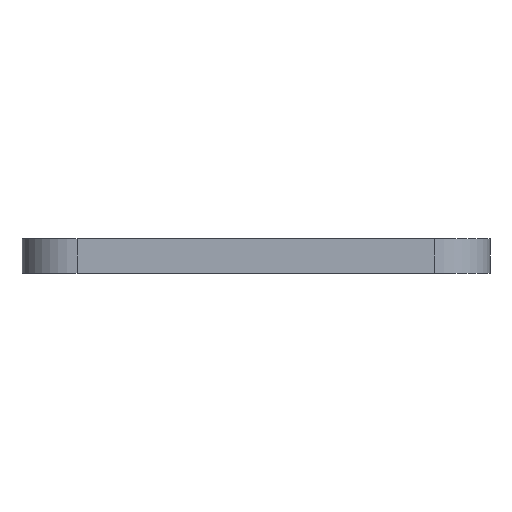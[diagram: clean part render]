
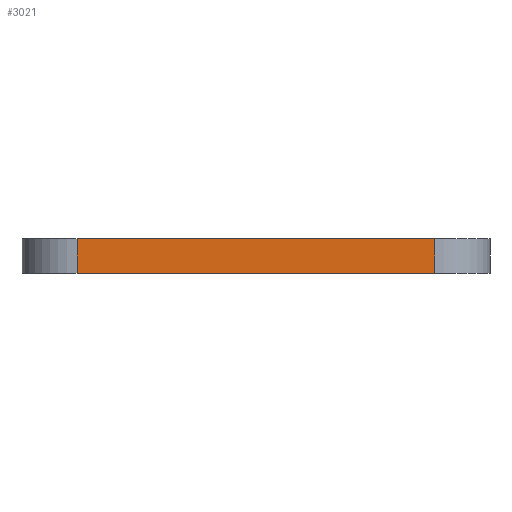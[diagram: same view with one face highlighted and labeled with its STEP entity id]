
A CAD part, left-side view. The second image highlights one B-rep face of the part: STEP entity #3021.
In plain terms, the highlighted planar face has unit normal (-1, 0, 0).
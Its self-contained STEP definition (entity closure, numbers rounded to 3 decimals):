
#84 = PLANE('',#85);
#85 = AXIS2_PLACEMENT_3D('',#86,#87,#88);
#86 = CARTESIAN_POINT('',(148.514,-104.993,1.6));
#87 = DIRECTION('',(0.,0.,1.));
#88 = DIRECTION('',(1.,0.,-0.));
#139 = PLANE('',#140);
#140 = AXIS2_PLACEMENT_3D('',#141,#142,#143);
#141 = CARTESIAN_POINT('',(148.514,-104.993,0.));
#142 = DIRECTION('',(0.,0.,1.));
#143 = DIRECTION('',(1.,0.,-0.));
#248 = CYLINDRICAL_SURFACE('',#249,2.54);
#249 = AXIS2_PLACEMENT_3D('',#250,#251,#252);
#250 = CARTESIAN_POINT('',(133.257,-96.749,0.));
#251 = DIRECTION('',(-0.,-0.,-1.));
#252 = DIRECTION('',(1.,0.,-0.));
#309 = VERTEX_POINT('',#310);
#310 = CARTESIAN_POINT('',(130.717,-96.749,0.));
#332 = EDGE_CURVE('',#333,#309,#335,.T.);
#333 = VERTEX_POINT('',#334);
#334 = CARTESIAN_POINT('',(130.717,-113.259,0.));
#335 = SURFACE_CURVE('',#336,(#340,#347),.PCURVE_S1.);
#336 = LINE('',#337,#338);
#337 = CARTESIAN_POINT('',(130.717,-113.259,0.));
#338 = VECTOR('',#339,1.);
#339 = DIRECTION('',(0.,1.,0.));
#340 = PCURVE('',#139,#341);
#341 = DEFINITIONAL_REPRESENTATION('',(#342),#346);
#342 = LINE('',#343,#344);
#343 = CARTESIAN_POINT('',(-17.796,-8.265));
#344 = VECTOR('',#345,1.);
#345 = DIRECTION('',(0.,1.));
#346 = ( GEOMETRIC_REPRESENTATION_CONTEXT(2) 
PARAMETRIC_REPRESENTATION_CONTEXT() REPRESENTATION_CONTEXT('2D SPACE',''
  ) );
#347 = PCURVE('',#348,#353);
#348 = PLANE('',#349);
#349 = AXIS2_PLACEMENT_3D('',#350,#351,#352);
#350 = CARTESIAN_POINT('',(130.717,-113.259,0.));
#351 = DIRECTION('',(-1.,0.,0.));
#352 = DIRECTION('',(0.,1.,0.));
#353 = DEFINITIONAL_REPRESENTATION('',(#354),#358);
#354 = LINE('',#355,#356);
#355 = CARTESIAN_POINT('',(0.,0.));
#356 = VECTOR('',#357,1.);
#357 = DIRECTION('',(1.,0.));
#358 = ( GEOMETRIC_REPRESENTATION_CONTEXT(2) 
PARAMETRIC_REPRESENTATION_CONTEXT() REPRESENTATION_CONTEXT('2D SPACE',''
  ) );
#377 = CYLINDRICAL_SURFACE('',#378,2.54);
#378 = AXIS2_PLACEMENT_3D('',#379,#380,#381);
#379 = CARTESIAN_POINT('',(133.257,-113.259,0.));
#380 = DIRECTION('',(-0.,-0.,-1.));
#381 = DIRECTION('',(1.,0.,-0.));
#1743 = VERTEX_POINT('',#1744);
#1744 = CARTESIAN_POINT('',(130.717,-96.749,1.6));
#1766 = EDGE_CURVE('',#1767,#1743,#1769,.T.);
#1767 = VERTEX_POINT('',#1768);
#1768 = CARTESIAN_POINT('',(130.717,-113.259,1.6));
#1769 = SURFACE_CURVE('',#1770,(#1774,#1781),.PCURVE_S1.);
#1770 = LINE('',#1771,#1772);
#1771 = CARTESIAN_POINT('',(130.717,-113.259,1.6));
#1772 = VECTOR('',#1773,1.);
#1773 = DIRECTION('',(0.,1.,0.));
#1774 = PCURVE('',#84,#1775);
#1775 = DEFINITIONAL_REPRESENTATION('',(#1776),#1780);
#1776 = LINE('',#1777,#1778);
#1777 = CARTESIAN_POINT('',(-17.796,-8.265));
#1778 = VECTOR('',#1779,1.);
#1779 = DIRECTION('',(0.,1.));
#1780 = ( GEOMETRIC_REPRESENTATION_CONTEXT(2) 
PARAMETRIC_REPRESENTATION_CONTEXT() REPRESENTATION_CONTEXT('2D SPACE',''
  ) );
#1781 = PCURVE('',#348,#1782);
#1782 = DEFINITIONAL_REPRESENTATION('',(#1783),#1787);
#1783 = LINE('',#1784,#1785);
#1784 = CARTESIAN_POINT('',(0.,-1.6));
#1785 = VECTOR('',#1786,1.);
#1786 = DIRECTION('',(1.,0.));
#1787 = ( GEOMETRIC_REPRESENTATION_CONTEXT(2) 
PARAMETRIC_REPRESENTATION_CONTEXT() REPRESENTATION_CONTEXT('2D SPACE',''
  ) );
#2973 = EDGE_CURVE('',#309,#1743,#2974,.T.);
#2974 = SURFACE_CURVE('',#2975,(#2979,#2986),.PCURVE_S1.);
#2975 = LINE('',#2976,#2977);
#2976 = CARTESIAN_POINT('',(130.717,-96.749,0.));
#2977 = VECTOR('',#2978,1.);
#2978 = DIRECTION('',(0.,0.,1.));
#2979 = PCURVE('',#248,#2980);
#2980 = DEFINITIONAL_REPRESENTATION('',(#2981),#2985);
#2981 = LINE('',#2982,#2983);
#2982 = CARTESIAN_POINT('',(-3.141,0.));
#2983 = VECTOR('',#2984,1.);
#2984 = DIRECTION('',(-0.,-1.));
#2985 = ( GEOMETRIC_REPRESENTATION_CONTEXT(2) 
PARAMETRIC_REPRESENTATION_CONTEXT() REPRESENTATION_CONTEXT('2D SPACE',''
  ) );
#2986 = PCURVE('',#348,#2987);
#2987 = DEFINITIONAL_REPRESENTATION('',(#2988),#2992);
#2988 = LINE('',#2989,#2990);
#2989 = CARTESIAN_POINT('',(16.51,0.));
#2990 = VECTOR('',#2991,1.);
#2991 = DIRECTION('',(0.,-1.));
#2992 = ( GEOMETRIC_REPRESENTATION_CONTEXT(2) 
PARAMETRIC_REPRESENTATION_CONTEXT() REPRESENTATION_CONTEXT('2D SPACE',''
  ) );
#3021 = ADVANCED_FACE('',(#3022),#348,.T.);
#3022 = FACE_BOUND('',#3023,.T.);
#3023 = EDGE_LOOP('',(#3024,#3045,#3046,#3047));
#3024 = ORIENTED_EDGE('',*,*,#3025,.T.);
#3025 = EDGE_CURVE('',#333,#1767,#3026,.T.);
#3026 = SURFACE_CURVE('',#3027,(#3031,#3038),.PCURVE_S1.);
#3027 = LINE('',#3028,#3029);
#3028 = CARTESIAN_POINT('',(130.717,-113.259,0.));
#3029 = VECTOR('',#3030,1.);
#3030 = DIRECTION('',(0.,0.,1.));
#3031 = PCURVE('',#348,#3032);
#3032 = DEFINITIONAL_REPRESENTATION('',(#3033),#3037);
#3033 = LINE('',#3034,#3035);
#3034 = CARTESIAN_POINT('',(0.,0.));
#3035 = VECTOR('',#3036,1.);
#3036 = DIRECTION('',(0.,-1.));
#3037 = ( GEOMETRIC_REPRESENTATION_CONTEXT(2) 
PARAMETRIC_REPRESENTATION_CONTEXT() REPRESENTATION_CONTEXT('2D SPACE',''
  ) );
#3038 = PCURVE('',#377,#3039);
#3039 = DEFINITIONAL_REPRESENTATION('',(#3040),#3044);
#3040 = LINE('',#3041,#3042);
#3041 = CARTESIAN_POINT('',(-3.141,0.));
#3042 = VECTOR('',#3043,1.);
#3043 = DIRECTION('',(-0.,-1.));
#3044 = ( GEOMETRIC_REPRESENTATION_CONTEXT(2) 
PARAMETRIC_REPRESENTATION_CONTEXT() REPRESENTATION_CONTEXT('2D SPACE',''
  ) );
#3045 = ORIENTED_EDGE('',*,*,#1766,.T.);
#3046 = ORIENTED_EDGE('',*,*,#2973,.F.);
#3047 = ORIENTED_EDGE('',*,*,#332,.F.);
